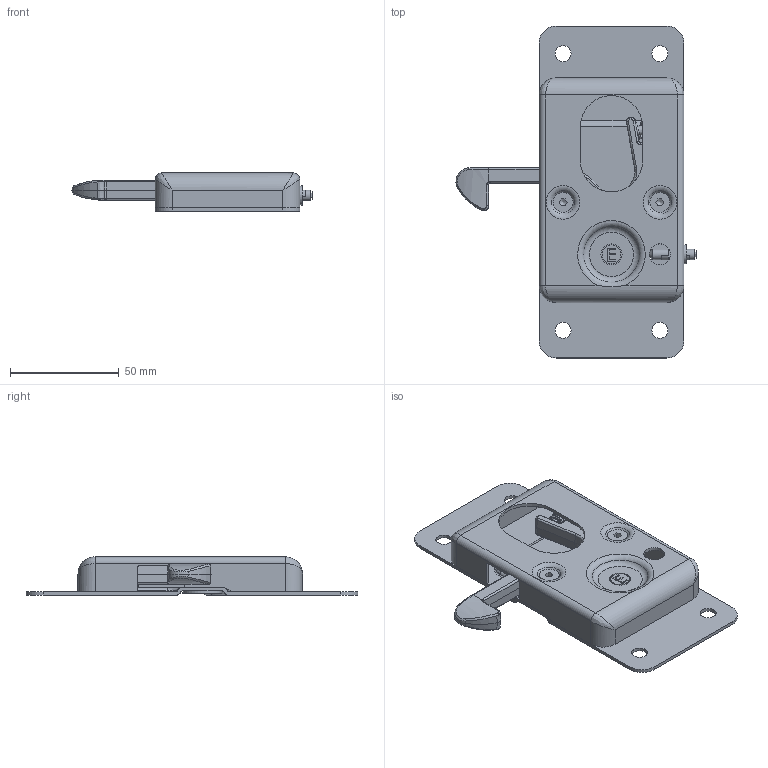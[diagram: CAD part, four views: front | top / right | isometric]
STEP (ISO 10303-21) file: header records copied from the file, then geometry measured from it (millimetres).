
FILE_DESCRIPTION(/* description */ (''),/* implementation_level */ '2;1');
FILE_NAME(/* name */ '5698-AL.stp',/* time_stamp */ '2020-12-01T17:02:06-05:00',/* author */ ('jenniferk'),/* organization */ (''),/* preprocessor_version */ 'ST-DEVELOPER v18.1',/* originating_system */ 'Autodesk Inventor 2020',/* authorisation */ '');
FILE_SCHEMA (('AUTOMOTIVE_DESIGN { 1 0 10303 214 3 1 1 }'));
Length unit declared in the file: inch
Products named in the file (1): 5698-ALR_Shrinkwrap_1
Bounding box: 110.17 x 152.4 x 17.52 mm (x, y, z)
Volume: 42982.2 mm3; surface area: 49038.7 mm2
Topology: 10 solids, 10 shells, 461 faces, 1157 edges, 716 vertices
Faces by surface type: plane 172, cylinder 136, bspline 69, torus 44, cone 32, sphere 8
Full cylindrical faces by diameter (mm): 2.362 x1, 3.81 x1, 3.962 x2, 4.826 x3, 5.537 x2, 6.172 x2, 7.328 x4, 7.988 x2, 8.636 x1, 8.738 x1, 9.119 x2, 9.652 x2, 17.856 x2
Entity records: 18901 total; most frequent: CARTESIAN_POINT 7483, DIRECTION 2263, ORIENTED_EDGE 2262, EDGE_CURVE 1131, AXIS2_PLACEMENT_3D 875, VERTEX_POINT 716, EDGE_LOOP 519, LINE 513
